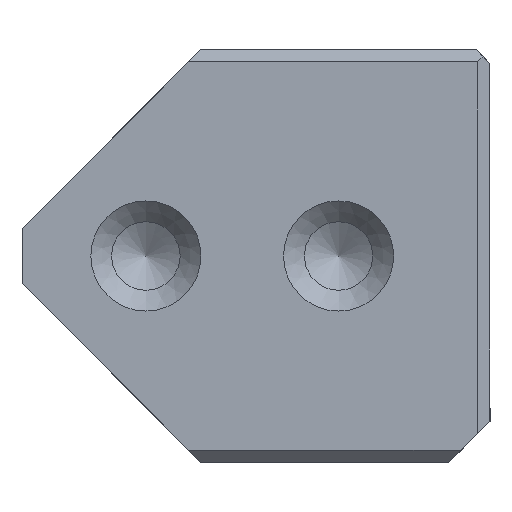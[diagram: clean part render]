
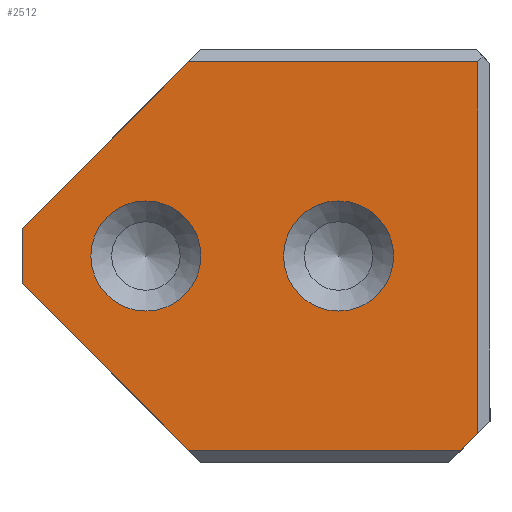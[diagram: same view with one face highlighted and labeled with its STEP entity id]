
A CAD part, left-side view. The second image highlights one B-rep face of the part: STEP entity #2512.
In plain terms, the highlighted planar face has unit normal (-1, 0, 0).
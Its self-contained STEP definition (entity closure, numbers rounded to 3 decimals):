
#2512=ADVANCED_FACE('',(#3586,#3587,#3588),#2954,.T.);
#2954=PLANE('',#9480);
#3217=CIRCLE('',#9478,2.);
#3218=CIRCLE('',#9479,2.);
#3586=FACE_BOUND('',#3959,.T.);
#3587=FACE_BOUND('',#3960,.T.);
#3588=FACE_BOUND('',#3961,.T.);
#3959=EDGE_LOOP('',(#4828));
#3960=EDGE_LOOP('',(#4829));
#3961=EDGE_LOOP('',(#4830,#4831,#4832,#4833,#4834,#4835,#4836));
#4828=ORIENTED_EDGE('',*,*,#7478,.T.);
#4829=ORIENTED_EDGE('',*,*,#7479,.T.);
#4830=ORIENTED_EDGE('',*,*,#7480,.T.);
#4831=ORIENTED_EDGE('',*,*,#7481,.T.);
#4832=ORIENTED_EDGE('',*,*,#7482,.T.);
#4833=ORIENTED_EDGE('',*,*,#7483,.F.);
#4834=ORIENTED_EDGE('',*,*,#7484,.T.);
#4835=ORIENTED_EDGE('',*,*,#7485,.T.);
#4836=ORIENTED_EDGE('',*,*,#7486,.T.);
#6772=VERTEX_POINT('',#12385);
#6773=VERTEX_POINT('',#12387);
#6774=VERTEX_POINT('',#12389);
#6775=VERTEX_POINT('',#12390);
#6776=VERTEX_POINT('',#12392);
#6777=VERTEX_POINT('',#12394);
#6778=VERTEX_POINT('',#12396);
#6779=VERTEX_POINT('',#12398);
#6780=VERTEX_POINT('',#12400);
#7478=EDGE_CURVE('',#6772,#6772,#3217,.T.);
#7479=EDGE_CURVE('',#6773,#6773,#3218,.T.);
#7480=EDGE_CURVE('',#6774,#6775,#8349,.T.);
#7481=EDGE_CURVE('',#6775,#6776,#8350,.T.);
#7482=EDGE_CURVE('',#6776,#6777,#8351,.T.);
#7483=EDGE_CURVE('',#6778,#6777,#8352,.T.);
#7484=EDGE_CURVE('',#6778,#6779,#8353,.T.);
#7485=EDGE_CURVE('',#6779,#6780,#8354,.T.);
#7486=EDGE_CURVE('',#6780,#6774,#8355,.T.);
#8349=LINE('',#12388,#8979);
#8350=LINE('',#12391,#8980);
#8351=LINE('',#12393,#8981);
#8352=LINE('',#12395,#8982);
#8353=LINE('',#12397,#8983);
#8354=LINE('',#12399,#8984);
#8355=LINE('',#12401,#8985);
#8979=VECTOR('',#10184,1.);
#8980=VECTOR('',#10185,1.);
#8981=VECTOR('',#10186,1.);
#8982=VECTOR('',#10187,1.);
#8983=VECTOR('',#10188,1.);
#8984=VECTOR('',#10189,1.);
#8985=VECTOR('',#10190,1.);
#9478=AXIS2_PLACEMENT_3D('',#12384,#10180,#10181);
#9479=AXIS2_PLACEMENT_3D('',#12386,#10182,#10183);
#9480=AXIS2_PLACEMENT_3D('',#12402,#10191,#10192);
#10180=DIRECTION('',(1.,0.,0.));
#10181=DIRECTION('',(0.,0.,-1.));
#10182=DIRECTION('',(1.,0.,0.));
#10183=DIRECTION('',(0.,0.,-1.));
#10184=DIRECTION('',(0.,0.,1.));
#10185=DIRECTION('',(0.,1.,0.));
#10186=DIRECTION('',(0.,0.707,-0.707));
#10187=DIRECTION('',(0.,0.,1.));
#10188=DIRECTION('',(0.,-0.707,-0.707));
#10189=DIRECTION('',(0.,-1.,0.));
#10190=DIRECTION('',(0.,-0.707,0.707));
#10191=DIRECTION('',(-1.,0.,0.));
#10192=DIRECTION('',(0.,0.,-1.));
#12384=CARTESIAN_POINT('',(0.,12.5,7.5));
#12385=CARTESIAN_POINT('',(0.,12.5,5.5));
#12386=CARTESIAN_POINT('',(0.,5.5,7.5));
#12387=CARTESIAN_POINT('',(0.,5.5,5.5));
#12388=CARTESIAN_POINT('',(0.,0.45,0.));
#12389=CARTESIAN_POINT('',(0.,0.45,1.05));
#12390=CARTESIAN_POINT('',(0.,0.45,14.55));
#12391=CARTESIAN_POINT('',(0.,8.5,14.55));
#12392=CARTESIAN_POINT('',(0.,10.95,14.55));
#12393=CARTESIAN_POINT('',(0.,3.858,21.642));
#12394=CARTESIAN_POINT('',(0.,17.,8.5));
#12395=CARTESIAN_POINT('',(0.,17.,0.));
#12396=CARTESIAN_POINT('',(0.,17.,6.5));
#12397=CARTESIAN_POINT('',(0.,18.,7.5));
#12398=CARTESIAN_POINT('',(0.,10.95,0.45));
#12399=CARTESIAN_POINT('',(0.,8.5,0.45));
#12400=CARTESIAN_POINT('',(0.,1.05,0.45));
#12401=CARTESIAN_POINT('',(0.,5.,-3.5));
#12402=CARTESIAN_POINT('',(0.,8.5,0.));
